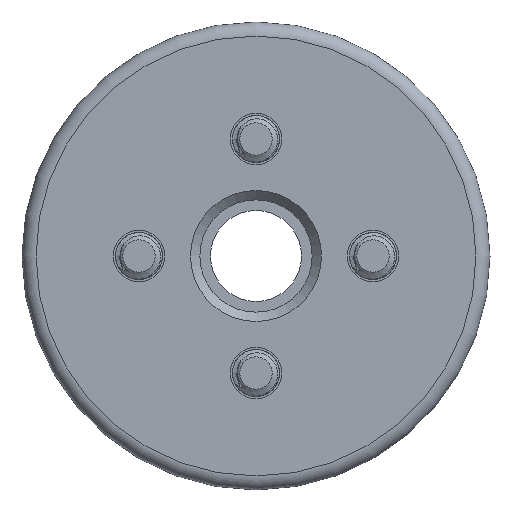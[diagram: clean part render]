
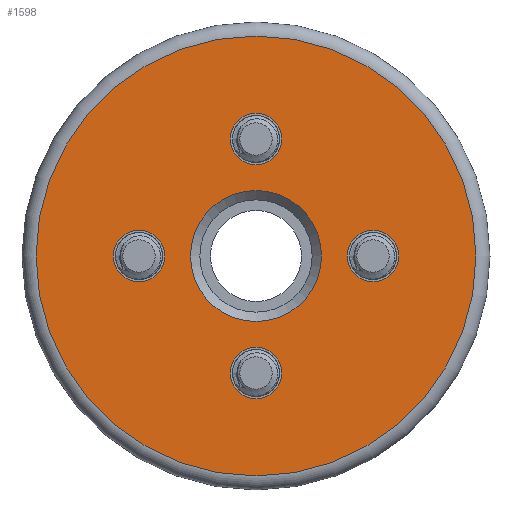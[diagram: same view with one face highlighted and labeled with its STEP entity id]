
A CAD part, front view. The second image highlights one B-rep face of the part: STEP entity #1598.
In plain terms, the highlighted face is planar.
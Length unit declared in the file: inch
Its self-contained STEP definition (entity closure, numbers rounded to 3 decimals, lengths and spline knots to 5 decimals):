
#205=FACE_BOUND('',#333,.T.);
#206=FACE_BOUND('',#334,.T.);
#207=FACE_BOUND('',#335,.T.);
#208=FACE_BOUND('',#336,.T.);
#209=FACE_BOUND('',#337,.T.);
#222=PLANE('',#1756);
#240=FACE_OUTER_BOUND('',#332,.T.);
#332=EDGE_LOOP('',(#1088,#1089));
#333=EDGE_LOOP('',(#1090));
#334=EDGE_LOOP('',(#1091));
#335=EDGE_LOOP('',(#1092));
#336=EDGE_LOOP('',(#1093));
#337=EDGE_LOOP('',(#1094));
#590=CIRCLE('',#1755,0.27559);
#591=CIRCLE('',#1757,0.9252);
#592=CIRCLE('',#1758,0.9252);
#593=CIRCLE('',#1759,0.10827);
#594=CIRCLE('',#1760,0.10827);
#595=CIRCLE('',#1761,0.10827);
#596=CIRCLE('',#1762,0.10827);
#664=VERTEX_POINT('',#2347);
#665=VERTEX_POINT('',#2351);
#666=VERTEX_POINT('',#2352);
#667=VERTEX_POINT('',#2355);
#668=VERTEX_POINT('',#2357);
#669=VERTEX_POINT('',#2359);
#670=VERTEX_POINT('',#2361);
#835=EDGE_CURVE('',#664,#664,#590,.T.);
#836=EDGE_CURVE('',#665,#666,#591,.T.);
#837=EDGE_CURVE('',#666,#665,#592,.T.);
#838=EDGE_CURVE('',#667,#667,#593,.T.);
#839=EDGE_CURVE('',#668,#668,#594,.T.);
#840=EDGE_CURVE('',#669,#669,#595,.T.);
#841=EDGE_CURVE('',#670,#670,#596,.T.);
#1088=ORIENTED_EDGE('',*,*,#836,.F.);
#1089=ORIENTED_EDGE('',*,*,#837,.F.);
#1090=ORIENTED_EDGE('',*,*,#838,.T.);
#1091=ORIENTED_EDGE('',*,*,#839,.T.);
#1092=ORIENTED_EDGE('',*,*,#840,.T.);
#1093=ORIENTED_EDGE('',*,*,#841,.T.);
#1094=ORIENTED_EDGE('',*,*,#835,.F.);
#1598=ADVANCED_FACE('',(#240,#205,#206,#207,#208,#209),#222,.T.);
#1755=AXIS2_PLACEMENT_3D('',#2349,#1933,#1934);
#1756=AXIS2_PLACEMENT_3D('',#2350,#1935,#1936);
#1757=AXIS2_PLACEMENT_3D('',#2353,#1937,#1938);
#1758=AXIS2_PLACEMENT_3D('',#2354,#1939,#1940);
#1759=AXIS2_PLACEMENT_3D('',#2356,#1941,#1942);
#1760=AXIS2_PLACEMENT_3D('',#2358,#1943,#1944);
#1761=AXIS2_PLACEMENT_3D('',#2360,#1945,#1946);
#1762=AXIS2_PLACEMENT_3D('',#2362,#1947,#1948);
#1933=DIRECTION('center_axis',(0.,0.,-1.));
#1934=DIRECTION('ref_axis',(0.,-1.,0.));
#1935=DIRECTION('center_axis',(0.,0.,-1.));
#1936=DIRECTION('ref_axis',(-1.,0.,0.));
#1937=DIRECTION('center_axis',(0.,0.,1.));
#1938=DIRECTION('ref_axis',(0.,-1.,0.));
#1939=DIRECTION('center_axis',(0.,0.,1.));
#1940=DIRECTION('ref_axis',(0.,-1.,0.));
#1941=DIRECTION('center_axis',(0.,0.,1.));
#1942=DIRECTION('ref_axis',(0.,-1.,0.));
#1943=DIRECTION('center_axis',(0.,0.,1.));
#1944=DIRECTION('ref_axis',(-1.,0.,0.));
#1945=DIRECTION('center_axis',(0.,0.,1.));
#1946=DIRECTION('ref_axis',(0.,1.,0.));
#1947=DIRECTION('center_axis',(0.,0.,1.));
#1948=DIRECTION('ref_axis',(1.,0.,0.));
#2347=CARTESIAN_POINT('',(0.,0.27559,0.));
#2349=CARTESIAN_POINT('Origin',(0.,0.,0.));
#2350=CARTESIAN_POINT('Origin',(0.,0.23622,0.));
#2351=CARTESIAN_POINT('',(0.,0.9252,0.));
#2352=CARTESIAN_POINT('',(0.9252,0.,0.));
#2353=CARTESIAN_POINT('Origin',(0.,0.,0.));
#2354=CARTESIAN_POINT('Origin',(0.,0.,0.));
#2355=CARTESIAN_POINT('',(0.49213,0.10827,0.));
#2356=CARTESIAN_POINT('Origin',(0.49213,0.,
0.));
#2357=CARTESIAN_POINT('',(0.10827,-0.49213,0.));
#2358=CARTESIAN_POINT('Origin',(0.,-0.49213,
0.));
#2359=CARTESIAN_POINT('',(-0.49213,-0.10827,0.));
#2360=CARTESIAN_POINT('Origin',(-0.49213,0.,
0.));
#2361=CARTESIAN_POINT('',(-0.10827,0.49213,0.));
#2362=CARTESIAN_POINT('Origin',(0.,0.49213,0.));
